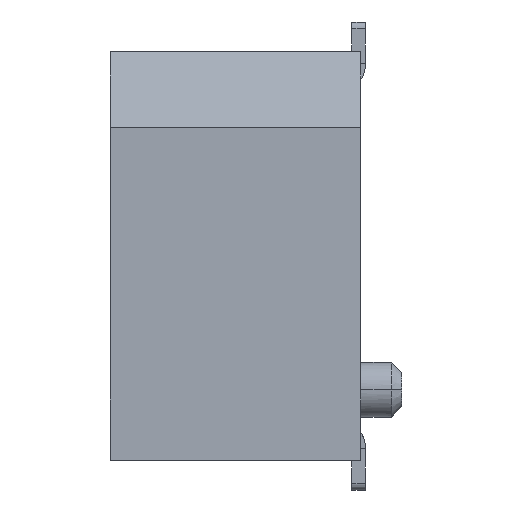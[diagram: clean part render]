
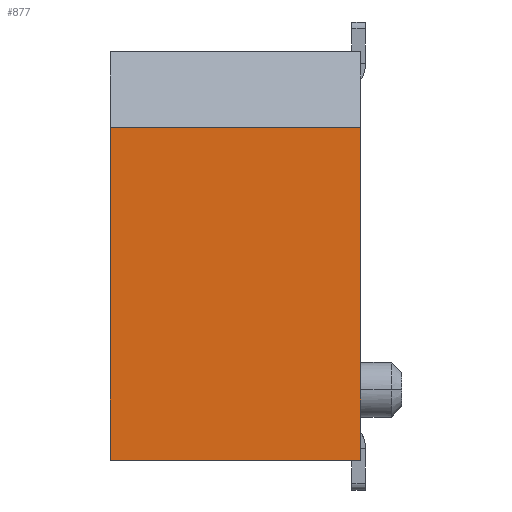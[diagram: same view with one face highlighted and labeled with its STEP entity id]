
A CAD part, left-side view. The second image highlights one B-rep face of the part: STEP entity #877.
In plain terms, the highlighted planar face has unit normal (-1, 0, 0).
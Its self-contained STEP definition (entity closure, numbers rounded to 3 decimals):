
#261=CARTESIAN_POINT('',(-5.825,-3.65,1.875));
#262=VERTEX_POINT('',#261);
#263=CARTESIAN_POINT('',(-5.825,-3.65,-2.975));
#264=VERTEX_POINT('',#263);
#265=CARTESIAN_POINT('',(-5.825,-3.65,1.875));
#266=CARTESIAN_POINT('',(-5.825,-3.65,0.905));
#267=CARTESIAN_POINT('',(-5.825,-3.65,-0.065));
#268=CARTESIAN_POINT('',(-5.825,-3.65,-1.035));
#269=CARTESIAN_POINT('',(-5.825,-3.65,-2.005));
#270=CARTESIAN_POINT('',(-5.825,-3.65,-2.975));
#271=B_SPLINE_CURVE_WITH_KNOTS('',5,(#265,#266,#267,#268,#269,#270),.UNSPECIFIED.,.F.,.U.,(6,6),(0.,4.85),.UNSPECIFIED.);
#272=EDGE_CURVE('',#262,#264,#271,.T.);
#823=CARTESIAN_POINT('',(-5.825,0.,1.875));
#824=VERTEX_POINT('',#823);
#825=CARTESIAN_POINT('',(-5.825,0.,1.875));
#826=CARTESIAN_POINT('',(-5.825,-0.73,1.875));
#827=CARTESIAN_POINT('',(-5.825,-1.46,1.875));
#828=CARTESIAN_POINT('',(-5.825,-2.19,1.875));
#829=CARTESIAN_POINT('',(-5.825,-2.92,1.875));
#830=CARTESIAN_POINT('',(-5.825,-3.65,1.875));
#831=B_SPLINE_CURVE_WITH_KNOTS('',5,(#825,#826,#827,#828,#829,#830),.UNSPECIFIED.,.F.,.U.,(6,6),(0.,3.65),.UNSPECIFIED.);
#832=EDGE_CURVE('',#824,#262,#831,.T.);
#848=CARTESIAN_POINT('',(-5.825,-1.825,-0.55));
#849=DIRECTION('',(0.,0.,1.));
#850=DIRECTION('',(-1.,0.,0.));
#851=AXIS2_PLACEMENT_3D('',#848,#850,#849);
#852=PLANE('',#851);
#853=CARTESIAN_POINT('',(-5.825,0.,-2.975));
#854=VERTEX_POINT('',#853);
#855=CARTESIAN_POINT('',(-5.825,0.,-2.975));
#856=CARTESIAN_POINT('',(-5.825,-0.73,-2.975));
#857=CARTESIAN_POINT('',(-5.825,-1.46,-2.975));
#858=CARTESIAN_POINT('',(-5.825,-2.19,-2.975));
#859=CARTESIAN_POINT('',(-5.825,-2.92,-2.975));
#860=CARTESIAN_POINT('',(-5.825,-3.65,-2.975));
#861=B_SPLINE_CURVE_WITH_KNOTS('',5,(#855,#856,#857,#858,#859,#860),.UNSPECIFIED.,.F.,.U.,(6,6),(0.,3.65),.UNSPECIFIED.);
#862=EDGE_CURVE('',#854,#264,#861,.T.);
#863=ORIENTED_EDGE('',*,*,#862,.T.);
#864=ORIENTED_EDGE('',*,*,#272,.F.);
#865=ORIENTED_EDGE('',*,*,#832,.F.);
#866=CARTESIAN_POINT('',(-5.825,0.,1.875));
#867=CARTESIAN_POINT('',(-5.825,0.,0.905));
#868=CARTESIAN_POINT('',(-5.825,0.,-0.065));
#869=CARTESIAN_POINT('',(-5.825,0.,-1.035));
#870=CARTESIAN_POINT('',(-5.825,0.,-2.005));
#871=CARTESIAN_POINT('',(-5.825,0.,-2.975));
#872=B_SPLINE_CURVE_WITH_KNOTS('',5,(#866,#867,#868,#869,#870,#871),.UNSPECIFIED.,.F.,.U.,(6,6),(0.,4.85),.UNSPECIFIED.);
#873=EDGE_CURVE('',#824,#854,#872,.T.);
#874=ORIENTED_EDGE('',*,*,#873,.T.);
#875=EDGE_LOOP('',(#863,#864,#865,#874));
#876=FACE_OUTER_BOUND('',#875,.T.);
#877=ADVANCED_FACE('',(#876),#852,.T.);
